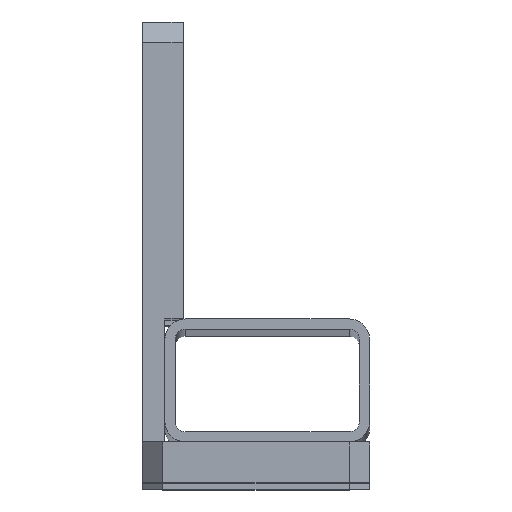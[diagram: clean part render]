
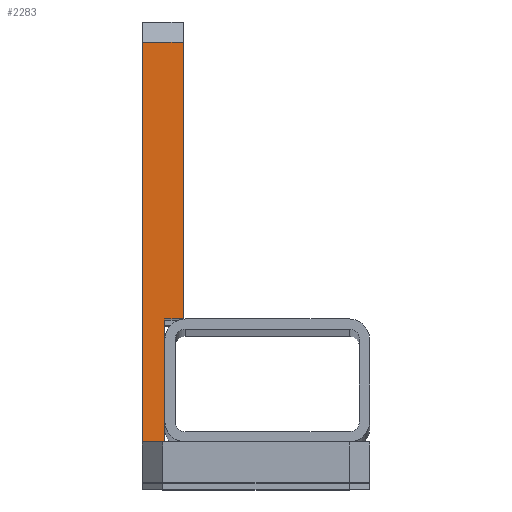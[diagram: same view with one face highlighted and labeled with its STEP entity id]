
A CAD part, top view. The second image highlights one B-rep face of the part: STEP entity #2283.
In plain terms, the highlighted face is planar.
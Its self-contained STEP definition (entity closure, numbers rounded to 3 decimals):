
#100 = ORIENTED_EDGE ( 'NONE', *, *, #2792, .T. ) ;
#161 = CARTESIAN_POINT ( 'NONE',  ( -141.5, -102.5, 0. ) ) ;
#298 = VECTOR ( 'NONE', #1460, 1000. ) ;
#387 = ORIENTED_EDGE ( 'NONE', *, *, #1247, .F. ) ;
#513 = ORIENTED_EDGE ( 'NONE', *, *, #1773, .F. ) ;
#522 = CARTESIAN_POINT ( 'NONE',  ( -141.5, 102.5, 0. ) ) ;
#695 = VERTEX_POINT ( 'NONE', #3519 ) ;
#718 = VECTOR ( 'NONE', #3409, 1000. ) ;
#723 = DIRECTION ( 'NONE',  ( 0., -1., 0. ) ) ;
#850 = CARTESIAN_POINT ( 'NONE',  ( -141.5, -42.5, 20. ) ) ;
#964 = CARTESIAN_POINT ( 'NONE',  ( -141.5, -102.5, 11. ) ) ;
#991 = CARTESIAN_POINT ( 'NONE',  ( -141.5, 92.5, 0. ) ) ;
#1111 = LINE ( 'NONE', #964, #2182 ) ;
#1247 = EDGE_CURVE ( 'NONE', #4088, #4192, #4238, .T. ) ;
#1336 = VECTOR ( 'NONE', #4311, 1000. ) ;
#1460 = DIRECTION ( 'NONE',  ( 0., -1., 0. ) ) ;
#1553 = ORIENTED_EDGE ( 'NONE', *, *, #2219, .F. ) ;
#1582 = CARTESIAN_POINT ( 'NONE',  ( -141.5, 102.5, 20. ) ) ;
#1740 = VERTEX_POINT ( 'NONE', #991 ) ;
#1773 = EDGE_CURVE ( 'NONE', #4252, #2587, #2712, .T. ) ;
#1857 = EDGE_CURVE ( 'NONE', #4252, #1740, #4286, .T. ) ;
#1858 = CARTESIAN_POINT ( 'NONE',  ( -141.5, -102.5, 11. ) ) ;
#2156 = EDGE_CURVE ( 'NONE', #695, #2587, #2300, .T. ) ;
#2182 = VECTOR ( 'NONE', #723, 1000. ) ;
#2219 = EDGE_CURVE ( 'NONE', #695, #4088, #1111, .T. ) ;
#2283 = ADVANCED_FACE ( 'NONE', ( #4609 ), #3595, .F. ) ;
#2300 = LINE ( 'NONE', #4299, #1336 ) ;
#2557 = CARTESIAN_POINT ( 'NONE',  ( -141.5, 92.5, 20. ) ) ;
#2587 = VERTEX_POINT ( 'NONE', #850 ) ;
#2712 = LINE ( 'NONE', #1582, #298 ) ;
#2733 = ORIENTED_EDGE ( 'NONE', *, *, #1857, .T. ) ;
#2792 = EDGE_CURVE ( 'NONE', #1740, #4192, #3622, .T. ) ;
#2950 = DIRECTION ( 'NONE',  ( 0., 0., -1. ) ) ;
#3057 = DIRECTION ( 'NONE',  ( 0., 0., -1. ) ) ;
#3166 = DIRECTION ( 'NONE',  ( 1., 0., 0. ) ) ;
#3310 = VECTOR ( 'NONE', #3608, 1000. ) ;
#3384 = CARTESIAN_POINT ( 'NONE',  ( -141.5, 92.5, 20. ) ) ;
#3409 = DIRECTION ( 'NONE',  ( 0., -1., 0. ) ) ;
#3519 = CARTESIAN_POINT ( 'NONE',  ( -141.5, -42.5, 11. ) ) ;
#3529 = CARTESIAN_POINT ( 'NONE',  ( -141.5, -102.5, 20. ) ) ;
#3571 = VECTOR ( 'NONE', #2950, 1000. ) ;
#3595 = PLANE ( 'NONE',  #3971 ) ;
#3608 = DIRECTION ( 'NONE',  ( 0., 0., -1. ) ) ;
#3622 = LINE ( 'NONE', #522, #718 ) ;
#3971 = AXIS2_PLACEMENT_3D ( 'NONE', #4355, #3166, #3057 ) ;
#3973 = EDGE_LOOP ( 'NONE', ( #1553, #4585, #513, #2733, #100, #387 ) ) ;
#4088 = VERTEX_POINT ( 'NONE', #1858 ) ;
#4192 = VERTEX_POINT ( 'NONE', #161 ) ;
#4238 = LINE ( 'NONE', #3529, #3310 ) ;
#4252 = VERTEX_POINT ( 'NONE', #2557 ) ;
#4286 = LINE ( 'NONE', #3384, #3571 ) ;
#4299 = CARTESIAN_POINT ( 'NONE',  ( -141.5, -42.5, 11. ) ) ;
#4311 = DIRECTION ( 'NONE',  ( 0., 0., 1. ) ) ;
#4355 = CARTESIAN_POINT ( 'NONE',  ( -141.5, 102.5, 20. ) ) ;
#4585 = ORIENTED_EDGE ( 'NONE', *, *, #2156, .T. ) ;
#4609 = FACE_OUTER_BOUND ( 'NONE', #3973, .T. ) ;
